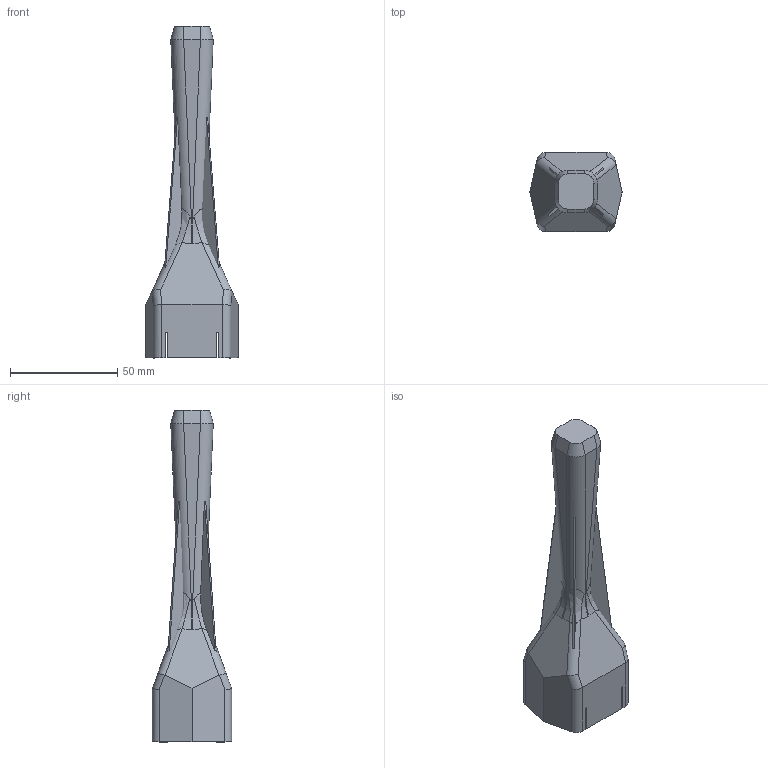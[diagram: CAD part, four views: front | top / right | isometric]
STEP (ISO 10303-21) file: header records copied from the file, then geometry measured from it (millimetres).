
FILE_DESCRIPTION (( 'STEP AP214' ), '1' );
FILE_NAME ('Lebold_51660_Cover_STEPfile_v4.STEP', '2024-09-26T15:04:52', ( '' ), ( '' ), 'SwSTEP 2.0', 'SolidWorks 2022', '' );
FILE_SCHEMA (( 'AUTOMOTIVE_DESIGN' ));
Length unit declared in the file: millimetre
Products named in the file (1): Lebold_51660_Cover_STEPfile_v4
Bounding box: 43.02 x 37 x 155 mm (x, y, z)
Volume: 11200.5 mm3; surface area: 27171 mm2
Topology: 3 solids, 3 shells, 158 faces, 408 edges, 256 vertices
Faces by surface type: plane 82, cylinder 40, bspline 36
Entity records: 6742 total; most frequent: CARTESIAN_POINT 3307, ORIENTED_EDGE 816, DIRECTION 558, EDGE_CURVE 408, VERTEX_POINT 256, LINE 232, VECTOR 232, AXIS2_PLACEMENT_3D 163
